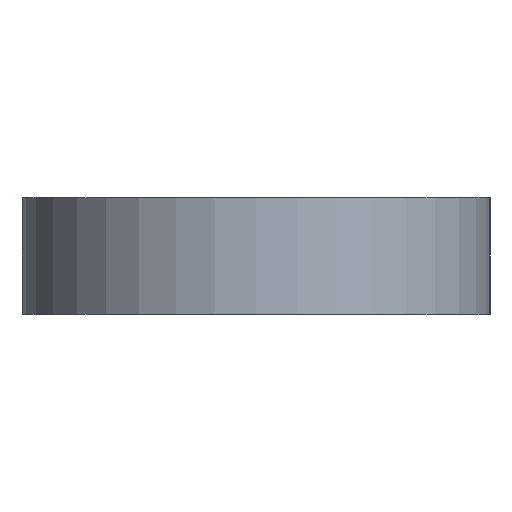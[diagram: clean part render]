
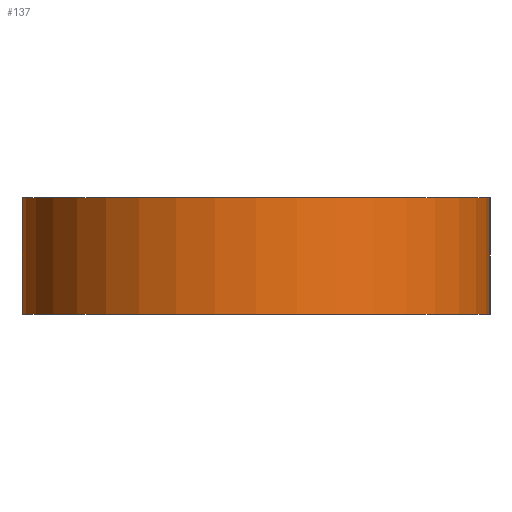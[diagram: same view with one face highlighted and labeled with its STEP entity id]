
A CAD part, left-side view. The second image highlights one B-rep face of the part: STEP entity #137.
In plain terms, the highlighted cylindrical face has radius 5 mm (diameter 10 mm), a partial arc.
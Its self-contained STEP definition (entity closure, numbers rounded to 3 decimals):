
#21 = EDGE_CURVE('',#22,#24,#26,.T.);
#22 = VERTEX_POINT('',#23);
#23 = CARTESIAN_POINT('',(0.,-5.,0.));
#24 = VERTEX_POINT('',#25);
#25 = CARTESIAN_POINT('',(0.,-5.,2.5));
#26 = SURFACE_CURVE('',#27,(#31,#43),.PCURVE_S1.);
#27 = LINE('',#28,#29);
#28 = CARTESIAN_POINT('',(0.,-5.,0.));
#29 = VECTOR('',#30,1.);
#30 = DIRECTION('',(0.,0.,1.));
#31 = PCURVE('',#32,#37);
#32 = PLANE('',#33);
#33 = AXIS2_PLACEMENT_3D('',#34,#35,#36);
#34 = CARTESIAN_POINT('',(0.,-5.,0.));
#35 = DIRECTION('',(0.,1.,0.));
#36 = DIRECTION('',(1.,0.,0.));
#37 = DEFINITIONAL_REPRESENTATION('',(#38),#42);
#38 = LINE('',#39,#40);
#39 = CARTESIAN_POINT('',(0.,0.));
#40 = VECTOR('',#41,1.);
#41 = DIRECTION('',(0.,-1.));
#42 = ( GEOMETRIC_REPRESENTATION_CONTEXT(2) 
PARAMETRIC_REPRESENTATION_CONTEXT() REPRESENTATION_CONTEXT('2D SPACE',''
  ) );
#43 = PCURVE('',#44,#49);
#44 = CYLINDRICAL_SURFACE('',#45,5.);
#45 = AXIS2_PLACEMENT_3D('',#46,#47,#48);
#46 = CARTESIAN_POINT('',(0.,0.,0.));
#47 = DIRECTION('',(-0.,-0.,-1.));
#48 = DIRECTION('',(1.,0.,0.));
#49 = DEFINITIONAL_REPRESENTATION('',(#50),#54);
#50 = LINE('',#51,#52);
#51 = CARTESIAN_POINT('',(-4.712,0.));
#52 = VECTOR('',#53,1.);
#53 = DIRECTION('',(-0.,-1.));
#54 = ( GEOMETRIC_REPRESENTATION_CONTEXT(2) 
PARAMETRIC_REPRESENTATION_CONTEXT() REPRESENTATION_CONTEXT('2D SPACE',''
  ) );
#72 = PLANE('',#73);
#73 = AXIS2_PLACEMENT_3D('',#74,#75,#76);
#74 = CARTESIAN_POINT('',(60.,0.,2.5));
#75 = DIRECTION('',(0.,0.,1.));
#76 = DIRECTION('',(1.,0.,0.));
#126 = PLANE('',#127);
#127 = AXIS2_PLACEMENT_3D('',#128,#129,#130);
#128 = CARTESIAN_POINT('',(60.,0.,0.));
#129 = DIRECTION('',(0.,0.,1.));
#130 = DIRECTION('',(1.,0.,0.));
#137 = ADVANCED_FACE('',(#138),#44,.T.);
#138 = FACE_BOUND('',#139,.F.);
#139 = EDGE_LOOP('',(#140,#170,#192,#193));
#140 = ORIENTED_EDGE('',*,*,#141,.T.);
#141 = EDGE_CURVE('',#142,#144,#146,.T.);
#142 = VERTEX_POINT('',#143);
#143 = CARTESIAN_POINT('',(0.,5.,0.));
#144 = VERTEX_POINT('',#145);
#145 = CARTESIAN_POINT('',(0.,5.,2.5));
#146 = SURFACE_CURVE('',#147,(#151,#158),.PCURVE_S1.);
#147 = LINE('',#148,#149);
#148 = CARTESIAN_POINT('',(0.,5.,0.));
#149 = VECTOR('',#150,1.);
#150 = DIRECTION('',(0.,0.,1.));
#151 = PCURVE('',#44,#152);
#152 = DEFINITIONAL_REPRESENTATION('',(#153),#157);
#153 = LINE('',#154,#155);
#154 = CARTESIAN_POINT('',(-1.571,0.));
#155 = VECTOR('',#156,1.);
#156 = DIRECTION('',(-0.,-1.));
#157 = ( GEOMETRIC_REPRESENTATION_CONTEXT(2) 
PARAMETRIC_REPRESENTATION_CONTEXT() REPRESENTATION_CONTEXT('2D SPACE',''
  ) );
#158 = PCURVE('',#159,#164);
#159 = PLANE('',#160);
#160 = AXIS2_PLACEMENT_3D('',#161,#162,#163);
#161 = CARTESIAN_POINT('',(120.,5.,0.));
#162 = DIRECTION('',(0.,-1.,0.));
#163 = DIRECTION('',(-1.,0.,0.));
#164 = DEFINITIONAL_REPRESENTATION('',(#165),#169);
#165 = LINE('',#166,#167);
#166 = CARTESIAN_POINT('',(120.,0.));
#167 = VECTOR('',#168,1.);
#168 = DIRECTION('',(0.,-1.));
#169 = ( GEOMETRIC_REPRESENTATION_CONTEXT(2) 
PARAMETRIC_REPRESENTATION_CONTEXT() REPRESENTATION_CONTEXT('2D SPACE',''
  ) );
#170 = ORIENTED_EDGE('',*,*,#171,.T.);
#171 = EDGE_CURVE('',#144,#24,#172,.T.);
#172 = SURFACE_CURVE('',#173,(#178,#185),.PCURVE_S1.);
#173 = CIRCLE('',#174,5.);
#174 = AXIS2_PLACEMENT_3D('',#175,#176,#177);
#175 = CARTESIAN_POINT('',(0.,0.,2.5));
#176 = DIRECTION('',(0.,0.,1.));
#177 = DIRECTION('',(1.,0.,0.));
#178 = PCURVE('',#44,#179);
#179 = DEFINITIONAL_REPRESENTATION('',(#180),#184);
#180 = LINE('',#181,#182);
#181 = CARTESIAN_POINT('',(-0.,-2.5));
#182 = VECTOR('',#183,1.);
#183 = DIRECTION('',(-1.,0.));
#184 = ( GEOMETRIC_REPRESENTATION_CONTEXT(2) 
PARAMETRIC_REPRESENTATION_CONTEXT() REPRESENTATION_CONTEXT('2D SPACE',''
  ) );
#185 = PCURVE('',#72,#186);
#186 = DEFINITIONAL_REPRESENTATION('',(#187),#191);
#187 = CIRCLE('',#188,5.);
#188 = AXIS2_PLACEMENT_2D('',#189,#190);
#189 = CARTESIAN_POINT('',(-60.,0.));
#190 = DIRECTION('',(1.,0.));
#191 = ( GEOMETRIC_REPRESENTATION_CONTEXT(2) 
PARAMETRIC_REPRESENTATION_CONTEXT() REPRESENTATION_CONTEXT('2D SPACE',''
  ) );
#192 = ORIENTED_EDGE('',*,*,#21,.F.);
#193 = ORIENTED_EDGE('',*,*,#194,.F.);
#194 = EDGE_CURVE('',#142,#22,#195,.T.);
#195 = SURFACE_CURVE('',#196,(#201,#208),.PCURVE_S1.);
#196 = CIRCLE('',#197,5.);
#197 = AXIS2_PLACEMENT_3D('',#198,#199,#200);
#198 = CARTESIAN_POINT('',(0.,0.,0.));
#199 = DIRECTION('',(0.,0.,1.));
#200 = DIRECTION('',(1.,0.,0.));
#201 = PCURVE('',#44,#202);
#202 = DEFINITIONAL_REPRESENTATION('',(#203),#207);
#203 = LINE('',#204,#205);
#204 = CARTESIAN_POINT('',(-0.,0.));
#205 = VECTOR('',#206,1.);
#206 = DIRECTION('',(-1.,0.));
#207 = ( GEOMETRIC_REPRESENTATION_CONTEXT(2) 
PARAMETRIC_REPRESENTATION_CONTEXT() REPRESENTATION_CONTEXT('2D SPACE',''
  ) );
#208 = PCURVE('',#126,#209);
#209 = DEFINITIONAL_REPRESENTATION('',(#210),#214);
#210 = CIRCLE('',#211,5.);
#211 = AXIS2_PLACEMENT_2D('',#212,#213);
#212 = CARTESIAN_POINT('',(-60.,0.));
#213 = DIRECTION('',(1.,0.));
#214 = ( GEOMETRIC_REPRESENTATION_CONTEXT(2) 
PARAMETRIC_REPRESENTATION_CONTEXT() REPRESENTATION_CONTEXT('2D SPACE',''
  ) );
